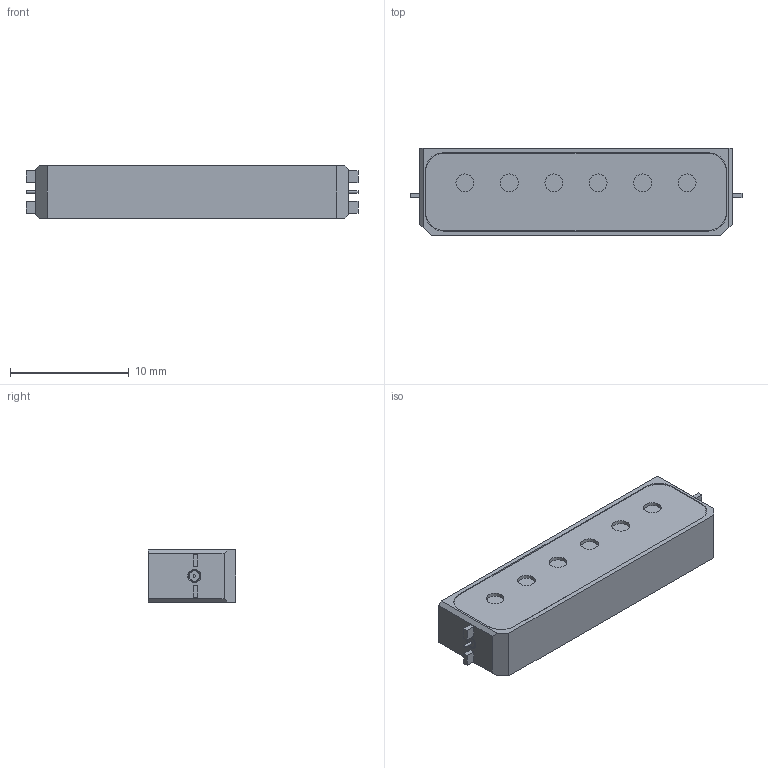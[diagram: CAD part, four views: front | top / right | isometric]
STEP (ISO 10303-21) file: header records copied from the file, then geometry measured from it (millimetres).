
FILE_DESCRIPTION(('STEP AP203'), '1');
FILE_NAME('ÍØÁÀ.434834.016-02_Ôèëüòð ÔÊÏ4-216-02-3,35-180', '', ('UNSPECIFIED'), ('UNSPECIFIED'), 'ASCON STEP Converter 1.6', 'ASCON Math Kernel', '');
FILE_SCHEMA(('CONFIG_CONTROL_DESIGN'));
Length unit declared in the file: millimetre
Products named in the file (1): НШБА.434834.016-02_Фильтр ФКП4-216-02-3,35-180
Bounding box: 28 x 7.4 x 4.4 mm (x, y, z)
Volume: 843.1 mm3; surface area: 744.4 mm2
Topology: 1 solids, 1 shells, 518 faces, 1345 edges, 896 vertices
Faces by surface type: plane 318, bspline 170, cylinder 28, cone 2
Full cylindrical faces by diameter (mm): 0.2 x2, 0.86 x2, 0.95 x2, 1.5 x6
Entity records: 36336 total; most frequent: CARTESIAN_POINT 20898, ORIENTED_EDGE 2662, DIRECTION 1603, EDGE_CURVE 1331, VERTEX_POINT 896, LINE 793, VECTOR 793, EDGE_LOOP 599
